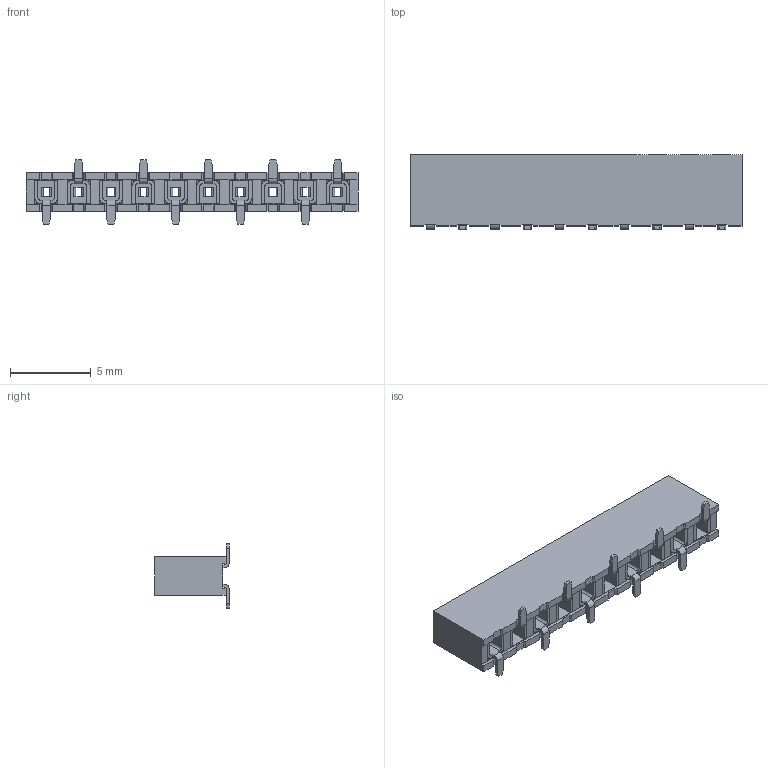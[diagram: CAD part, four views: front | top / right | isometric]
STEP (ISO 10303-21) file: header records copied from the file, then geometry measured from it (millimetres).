
FILE_DESCRIPTION (( 'STEP AP203' ), '1' );
FILE_NAME ('10489, NPPN101BFLC-RC.STEP', '2015-09-24T01:59:56', ( 'LUANN HERRING' ), ( 'SULLINS' ), 'SwSTEP 2.0', 'SolidWorks 2015', '' );
FILE_SCHEMA (( 'CONFIG_CONTROL_DESIGN' ));
Length unit declared in the file: millimetre
Products named in the file (2): 10489, NPPN101BFLC-RC
Bounding box: 20.5 x 4.6 x 4 mm (x, y, z)
Volume: 185 mm3; surface area: 488.6 mm2
Topology: 1 solids, 1 shells, 540 faces, 1504 edges, 976 vertices
Faces by surface type: plane 460, cylinder 80
Entity records: 17183 total; most frequent: CARTESIAN_POINT 3022, ORIENTED_EDGE 3008, DIRECTION 2748, EDGE_CURVE 1504, LINE 1344, VECTOR 1344, VERTEX_POINT 976, AXIS2_PLACEMENT_3D 702
